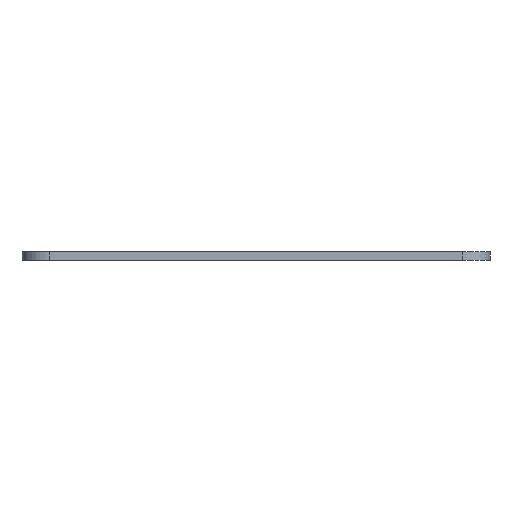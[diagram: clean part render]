
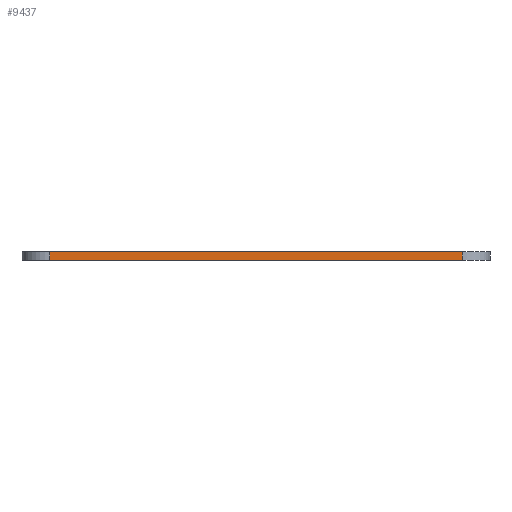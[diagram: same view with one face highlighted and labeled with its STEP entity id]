
A CAD part, left-side view. The second image highlights one B-rep face of the part: STEP entity #9437.
In plain terms, the highlighted planar face has unit normal (-1, 0, 0).
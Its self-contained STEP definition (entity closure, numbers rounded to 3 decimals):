
#256=PLANE('',#9652);
#728=FACE_OUTER_BOUND('',#1262,.T.);
#1262=EDGE_LOOP('',(#8354,#8355,#8356,#8357));
#1907=LINE('',#19111,#2607);
#1942=LINE('',#19253,#2642);
#1944=LINE('',#19257,#2644);
#1945=LINE('',#19258,#2645);
#2607=VECTOR('',#10511,10.);
#2642=VECTOR('',#10632,10.);
#2644=VECTOR('',#10636,10.);
#2645=VECTOR('',#10637,10.);
#4235=VERTEX_POINT('',#19108);
#4236=VERTEX_POINT('',#19110);
#4300=VERTEX_POINT('',#19251);
#4301=VERTEX_POINT('',#19256);
#5605=EDGE_CURVE('',#4236,#4235,#1907,.T.);
#5672=EDGE_CURVE('',#4300,#4235,#1942,.T.);
#5674=EDGE_CURVE('',#4301,#4300,#1944,.T.);
#5675=EDGE_CURVE('',#4236,#4301,#1945,.T.);
#8354=ORIENTED_EDGE('',*,*,#5672,.F.);
#8355=ORIENTED_EDGE('',*,*,#5674,.F.);
#8356=ORIENTED_EDGE('',*,*,#5675,.F.);
#8357=ORIENTED_EDGE('',*,*,#5605,.T.);
#9437=ADVANCED_FACE('',(#728),#256,.T.);
#9652=AXIS2_PLACEMENT_3D('',#19255,#10634,#10635);
#10511=DIRECTION('',(0.,-1.,0.));
#10632=DIRECTION('',(0.,0.,-1.));
#10634=DIRECTION('center_axis',(-1.,0.,0.));
#10635=DIRECTION('ref_axis',(0.,-1.,0.));
#10636=DIRECTION('',(0.,-1.,0.));
#10637=DIRECTION('',(0.,0.,1.));
#19108=CARTESIAN_POINT('',(-12.396,-64.546,0.));
#19110=CARTESIAN_POINT('',(-12.396,10.067,0.));
#19111=CARTESIAN_POINT('',(-12.396,15.067,0.));
#19251=CARTESIAN_POINT('',(-12.396,-64.546,1.5));
#19253=CARTESIAN_POINT('',(-12.396,-64.546,0.));
#19255=CARTESIAN_POINT('Origin',(-12.396,15.067,0.));
#19256=CARTESIAN_POINT('',(-12.396,10.067,1.5));
#19257=CARTESIAN_POINT('',(-12.396,15.067,1.5));
#19258=CARTESIAN_POINT('',(-12.396,10.067,0.));
